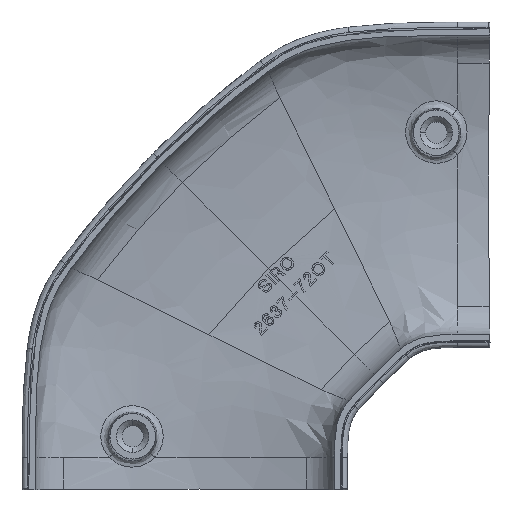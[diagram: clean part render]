
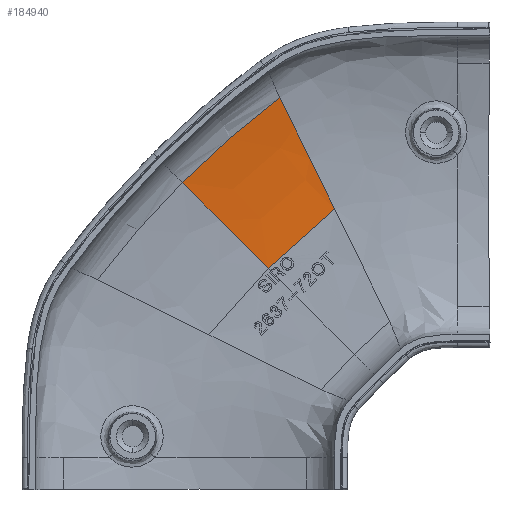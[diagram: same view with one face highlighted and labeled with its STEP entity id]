
A CAD part, top view. The second image highlights one B-rep face of the part: STEP entity #184940.
In plain terms, the highlighted free-form (B-spline) face has degree [3, 3] with [4, 10] control points.
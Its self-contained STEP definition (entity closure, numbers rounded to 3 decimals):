
#800=CARTESIAN_POINT('',(-202.849,-100.349,
-147.768));
#810=VERTEX_POINT('',#800);
#840=CARTESIAN_POINT('',(-202.849,-100.349,
-147.768));
#850=CARTESIAN_POINT('',(-198.581,-96.081,
-149.503));
#860=CARTESIAN_POINT('',(-194.097,-91.597,
-150.396));
#870=CARTESIAN_POINT('',(-189.656,-87.156,
-150.396));
#880=B_SPLINE_CURVE_WITH_KNOTS('',3,(#840,#850,#860,#870),.UNSPECIFIED.,
.F.,.F.,(4,4),(0.,1.),.UNSPECIFIED.);
#890=CARTESIAN_POINT('',(-189.656,-87.156,
-150.396));
#900=VERTEX_POINT('',#890);
#910=EDGE_CURVE('',#810,#900,#880,.T.);
#9660=CARTESIAN_POINT('',(-198.784,-76.988,
-150.396));
#9670=VERTEX_POINT('',#9660);
#9700=CARTESIAN_POINT('',(-177.259,-66.811,
-142.001));
#9710=CARTESIAN_POINT('',(-177.259,-66.811,
-143.875));
#9720=CARTESIAN_POINT('',(-178.21,-67.183,
-145.741));
#9730=CARTESIAN_POINT('',(-180.125,-67.948,
-147.167));
#9740=CARTESIAN_POINT('',(-180.609,-68.142,
-147.433));
#9750=CARTESIAN_POINT('',(-181.452,-68.479,
-147.75));
#9760=CARTESIAN_POINT('',(-181.866,-68.677,
-147.867));
#9770=CARTESIAN_POINT('',(-183.36,-69.408,
-148.309));
#9780=CARTESIAN_POINT('',(-184.436,-69.935,
-148.594));
#9790=CARTESIAN_POINT('',(-189.851,-72.592,
-149.866));
#9800=CARTESIAN_POINT('',(-194.287,-74.772,
-150.391));
#9810=CARTESIAN_POINT('',(-203.152,-79.139,
-150.401));
#9820=CARTESIAN_POINT('',(-207.582,-81.325,
-149.887));
#9830=CARTESIAN_POINT('',(-212.967,-83.985,
-148.609));
#9840=CARTESIAN_POINT('',(-214.037,-84.514,
-148.322));
#9850=CARTESIAN_POINT('',(-216.163,-85.566,
-147.687));
#9860=CARTESIAN_POINT('',(-216.947,-85.882,
-147.392));
#9870=CARTESIAN_POINT('',(-219.081,-86.802,
-145.737));
#9880=CARTESIAN_POINT('',(-219.975,-87.191,
-143.885));
#9890=CARTESIAN_POINT('',(-219.975,-87.191,
-142.001));
#9900=B_SPLINE_CURVE_WITH_KNOTS('',3,(#9700,#9710,#9720,#9730,#9740,
#9750,#9760,#9770,#9780,#9790,#9800,#9810,#9820,#9830,#9840,#9850,#9860,
#9870,#9880,#9890),.UNSPECIFIED.,.F.,.F.,(4,2,2,2,2,2,2,2,2,4),(0.,0.125
,0.163,0.188,0.25,0.5,0.75,0.813,0.875,1.),.UNSPECIFIED.);
#9910=CARTESIAN_POINT('',(-215.877,-85.413,
-147.768));
#9920=VERTEX_POINT('',#9910);
#9930=EDGE_CURVE('',#9670,#9920,#9900,.T.);
#150410=CARTESIAN_POINT('',(-198.835,-76.924,
-150.396));
#150420=CARTESIAN_POINT('',(-198.689,-77.106,
-150.396));
#150430=CARTESIAN_POINT('',(-198.542,-77.288,
-150.396));
#150440=CARTESIAN_POINT('',(-197.481,-78.593,
-150.396));
#150450=CARTESIAN_POINT('',(-196.547,-79.702,
-150.396));
#150460=CARTESIAN_POINT('',(-194.643,-81.887,
-150.396));
#150470=CARTESIAN_POINT('',(-193.671,-82.965,
-150.396));
#150480=CARTESIAN_POINT('',(-191.691,-85.086,
-150.396));
#150490=CARTESIAN_POINT('',(-190.682,-86.13,
-150.396));
#150500=CARTESIAN_POINT('',(-189.656,-87.156,
-150.396));
#150510=B_SPLINE_CURVE_WITH_KNOTS('',3,(#150410,#150420,#150430,#150440,
#150450,#150460,#150470,#150480,#150490,#150500),.UNSPECIFIED.,.F.,.F.,(
4,2,2,2,4),(0.,0.051,0.367,0.684,1.
),.UNSPECIFIED.);
#150520=EDGE_CURVE('',#9670,#900,#150510,.T.);
#184350=CARTESIAN_POINT('',(-215.943,-85.327,
-147.768));
#184360=CARTESIAN_POINT('',(-211.132,-81.681,
-149.503));
#184370=CARTESIAN_POINT('',(-206.078,-77.851,
-150.396));
#184380=CARTESIAN_POINT('',(-201.073,-74.058,
-150.396));
#184390=CARTESIAN_POINT('',(-214.942,-86.647,
-147.768));
#184400=CARTESIAN_POINT('',(-210.173,-82.947,
-149.503));
#184410=CARTESIAN_POINT('',(-205.163,-79.059,
-150.396));
#184420=CARTESIAN_POINT('',(-200.2,-75.209,
-150.396));
#184430=CARTESIAN_POINT('',(-213.918,-87.952,
-147.768));
#184440=CARTESIAN_POINT('',(-209.191,-84.197,
-149.503));
#184450=CARTESIAN_POINT('',(-204.225,-80.253,
-150.396));
#184460=CARTESIAN_POINT('',(-199.307,-76.347,
-150.396));
#184470=CARTESIAN_POINT('',(-211.823,-90.528,
-147.768));
#184480=CARTESIAN_POINT('',(-207.183,-86.667,
-149.503));
#184490=CARTESIAN_POINT('',(-202.309,-82.611,
-150.396));
#184500=CARTESIAN_POINT('',(-197.481,-78.593,
-150.396));
#184510=CARTESIAN_POINT('',(-210.753,-91.799,
-147.768));
#184520=CARTESIAN_POINT('',(-206.157,-87.885,
-149.503));
#184530=CARTESIAN_POINT('',(-201.329,-83.774,
-150.396));
#184540=CARTESIAN_POINT('',(-196.547,-79.702,
-150.396));
#184550=CARTESIAN_POINT('',(-208.568,-94.306,
-147.768));
#184560=CARTESIAN_POINT('',(-204.063,-90.288,
-149.503));
#184570=CARTESIAN_POINT('',(-199.33,-86.068,
-150.396));
#184580=CARTESIAN_POINT('',(-194.643,-81.887,
-150.396));
#184590=CARTESIAN_POINT('',(-207.454,-95.542,
-147.768));
#184600=CARTESIAN_POINT('',(-202.995,-91.473,
-149.503));
#184610=CARTESIAN_POINT('',(-198.31,-87.198,
-150.396));
#184620=CARTESIAN_POINT('',(-193.671,-82.965,
-150.396));
#184630=CARTESIAN_POINT('',(-205.182,-97.975,
-147.768));
#184640=CARTESIAN_POINT('',(-200.818,-93.805,
-149.503));
#184650=CARTESIAN_POINT('',(-196.232,-89.424,
-150.396));
#184660=CARTESIAN_POINT('',(-191.691,-85.086,
-150.396));
#184670=CARTESIAN_POINT('',(-204.026,-99.172,
-147.768));
#184680=CARTESIAN_POINT('',(-199.709,-94.952,
-149.503));
#184690=CARTESIAN_POINT('',(-195.174,-90.52,
-150.396));
#184700=CARTESIAN_POINT('',(-190.682,-86.13,
-150.396));
#184710=CARTESIAN_POINT('',(-202.849,-100.349,
-147.768));
#184720=CARTESIAN_POINT('',(-198.581,-96.081,
-149.503));
#184730=CARTESIAN_POINT('',(-194.097,-91.597,
-150.396));
#184740=CARTESIAN_POINT('',(-189.656,-87.156,
-150.396));
#184750=B_SPLINE_SURFACE_WITH_KNOTS('',3,3,((#184350,#184390,#184430,
#184470,#184510,#184550,#184590,#184630,#184670,#184710),(#184360,
#184400,#184440,#184480,#184520,#184560,#184600,#184640,#184680,#184720)
,(#184370,#184410,#184450,#184490,#184530,#184570,#184610,#184650,
#184690,#184730),(#184380,#184420,#184460,#184500,#184540,#184580,
#184620,#184660,#184700,#184740)),.UNSPECIFIED.,.F.,.F.,.F.,(4,4),(4,2,2
,2,4),(0.,1.),(0.,0.25,0.5,0.75,
1.),.UNSPECIFIED.);
#184760=ORIENTED_EDGE('',*,*,#150520,.F.);
#184770=ORIENTED_EDGE('',*,*,#910,.T.);
#184780=CARTESIAN_POINT('',(-215.943,-85.327,
-147.768));
#184790=CARTESIAN_POINT('',(-214.942,-86.647,
-147.768));
#184800=CARTESIAN_POINT('',(-213.918,-87.952,
-147.768));
#184810=CARTESIAN_POINT('',(-211.823,-90.528,
-147.768));
#184820=CARTESIAN_POINT('',(-210.753,-91.799,
-147.768));
#184830=CARTESIAN_POINT('',(-208.568,-94.306,
-147.768));
#184840=CARTESIAN_POINT('',(-207.454,-95.542,
-147.768));
#184850=CARTESIAN_POINT('',(-205.182,-97.975,
-147.768));
#184860=CARTESIAN_POINT('',(-204.026,-99.172,
-147.768));
#184870=CARTESIAN_POINT('',(-202.849,-100.349,
-147.768));
#184880=B_SPLINE_CURVE_WITH_KNOTS('',3,(#184780,#184790,#184800,#184810,
#184820,#184830,#184840,#184850,#184860,#184870),.UNSPECIFIED.,.F.,.F.,(
4,2,2,2,4),(0.,0.25,0.5,0.75,1.)
,.UNSPECIFIED.);
#184890=EDGE_CURVE('',#9920,#810,#184880,.T.);
#184900=ORIENTED_EDGE('',*,*,#184890,.T.);
#184910=ORIENTED_EDGE('',*,*,#9930,.T.);
#184920=EDGE_LOOP('',(#184910,#184900,#184770,#184760));
#184930=FACE_OUTER_BOUND('',#184920,.T.);
#184940=ADVANCED_FACE('',(#184930),#184750,.F.);
